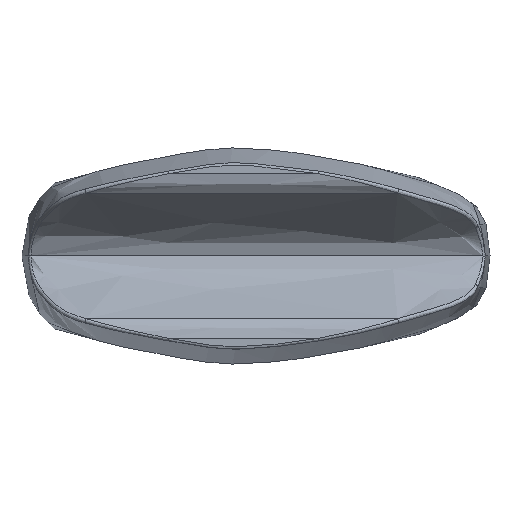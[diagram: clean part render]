
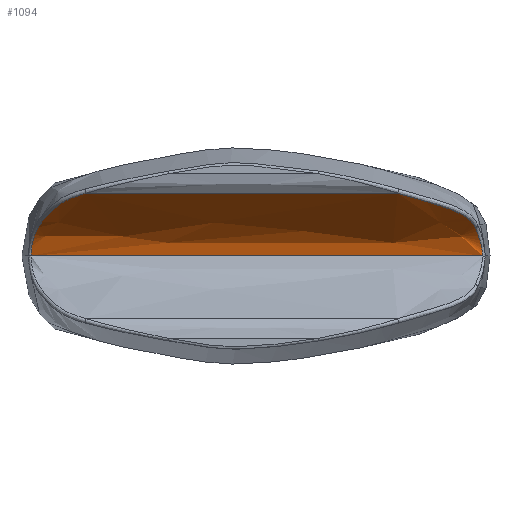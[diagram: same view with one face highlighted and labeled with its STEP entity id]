
A CAD part, left-side view. The second image highlights one B-rep face of the part: STEP entity #1094.
In plain terms, the highlighted free-form (B-spline) face has degree [3, 1] with [7, 2] control points.
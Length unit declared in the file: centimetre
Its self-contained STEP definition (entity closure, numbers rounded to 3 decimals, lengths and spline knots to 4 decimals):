
#191=VECTOR('',#286,1.);
#213=LINE('',#36603,#191);
#286=DIRECTION('',(0.,1.,0.));
#374=VERTEX_POINT('',#27253);
#376=VERTEX_POINT('',#27907);
#378=VERTEX_POINT('',#28132);
#380=VERTEX_POINT('',#28532);
#382=VERTEX_POINT('',#29246);
#459=B_SPLINE_CURVE_WITH_KNOTS('',3,(#27908,#27909,#27910,#27911,#27912,
#27913,#27914,#27915,#27916,#27917,#27918,#27919,#27920,#27921,#27922,#27923,
#27924,#27925),.UNSPECIFIED.,.F.,.U.,(4,2,2,2,2,2,2,2,4),(-1.1586,
-1.015,-0.8581,-0.7011,-0.4485,
-0.255,-0.1285,-0.0494,0.),
 .UNSPECIFIED.);
#463=B_SPLINE_CURVE_WITH_KNOTS('',3,(#28533,#28534,#28535,#28536,#28537,
#28538,#28539,#28540,#28541,#28542),.UNSPECIFIED.,.F.,.U.,(4,2,2,2,4),(0.0004,
0.0471,0.1219,0.2416,0.365),
 .UNSPECIFIED.);
#466=B_SPLINE_CURVE_WITH_KNOTS('',3,(#29247,#29248,#29249,#29250,#29251,
#29252,#29253,#29254,#29255,#29256,#29257,#29258,#29259,#29260),
 .UNSPECIFIED.,.F.,.U.,(4,2,2,2,2,2,4),(-1.4159,-1.3594,
-1.2877,-1.173,-0.9909,-0.7225,
-0.4119),.UNSPECIFIED.);
#475=B_SPLINE_CURVE_WITH_KNOTS('',3,(#33531,#33532,#33533,#33534,#33535,
#33536,#33537,#33538,#33539,#33540,#33541,#33542,#33543,#33544,#33545,#33546,
#33547,#33548),.UNSPECIFIED.,.F.,.U.,(4,2,2,2,2,2,2,2,4),(-3.4733,
-3.0522,-2.4493,-2.0725,-1.8369,
-1.6014,-1.2246,-0.6217,-0.2045),
 .UNSPECIFIED.);
#593=EDGE_CURVE('',#374,#376,#459,.F.);
#600=EDGE_CURVE('',#380,#378,#463,.F.);
#605=EDGE_CURVE('',#382,#380,#466,.F.);
#614=EDGE_CURVE('',#376,#382,#475,.T.);
#615=EDGE_CURVE('',#378,#374,#213,.T.);
#882=ORIENTED_EDGE('',*,*,#605,.F.);
#883=ORIENTED_EDGE('',*,*,#614,.F.);
#884=ORIENTED_EDGE('',*,*,#593,.F.);
#885=ORIENTED_EDGE('',*,*,#615,.F.);
#886=ORIENTED_EDGE('',*,*,#600,.F.);
#970=EDGE_LOOP('',(#882,#883,#884,#885,#886));
#1035=FACE_BOUND('',#970,.T.);
#1094=ADVANCED_FACE('',(#1035),#37387,.F.);
#27253=CARTESIAN_POINT('',(0.7646,2.2189,0.));
#27907=CARTESIAN_POINT('',(0.0867,1.6813,0.6135));
#27908=CARTESIAN_POINT('',(0.0867,1.6814,0.6135));
#27909=CARTESIAN_POINT('',(0.1008,1.7257,0.6011));
#27910=CARTESIAN_POINT('',(0.1169,1.769,0.5875));
#27911=CARTESIAN_POINT('',(0.1593,1.8547,0.554));
#27912=CARTESIAN_POINT('',(0.1871,1.8953,0.5333));
#27913=CARTESIAN_POINT('',(0.2562,1.9627,0.4886));
#27914=CARTESIAN_POINT('',(0.2962,1.9902,0.4655));
#27915=CARTESIAN_POINT('',(0.4011,2.055,0.4044));
#27916=CARTESIAN_POINT('',(0.4683,2.0887,0.3664));
#27917=CARTESIAN_POINT('',(0.5794,2.1444,0.2902));
#27918=CARTESIAN_POINT('',(0.6248,2.1663,0.2526));
#27919=CARTESIAN_POINT('',(0.6902,2.1939,0.1774));
#27920=CARTESIAN_POINT('',(0.7136,2.2026,0.1451));
#27921=CARTESIAN_POINT('',(0.7437,2.2127,0.0885));
#27922=CARTESIAN_POINT('',(0.7532,2.2156,0.0659));
#27923=CARTESIAN_POINT('',(0.7625,2.2183,0.0285));
#27924=CARTESIAN_POINT('',(0.7646,2.2189,0.014));
#27925=CARTESIAN_POINT('',(0.7646,2.2189,0.));
#28132=CARTESIAN_POINT('',(0.7646,-2.1936,0.));
#28532=CARTESIAN_POINT('',(0.592,-2.1241,0.2776));
#28533=CARTESIAN_POINT('',(0.7646,-2.1936,0.));
#28534=CARTESIAN_POINT('',(0.7646,-2.1934,0.0133));
#28535=CARTESIAN_POINT('',(0.7627,-2.1926,0.027));
#28536=CARTESIAN_POINT('',(0.7543,-2.1896,0.0623));
#28537=CARTESIAN_POINT('',(0.7457,-2.1866,0.0837));
#28538=CARTESIAN_POINT('',(0.7184,-2.1759,0.1374));
#28539=CARTESIAN_POINT('',(0.6971,-2.1652,0.1679));
#28540=CARTESIAN_POINT('',(0.6493,-2.1423,0.2255));
#28541=CARTESIAN_POINT('',(0.6217,-2.1338,0.253));
#28542=CARTESIAN_POINT('',(0.592,-2.1241,0.2776));
#29246=CARTESIAN_POINT('',(0.0867,-1.3638,0.6135));
#29247=CARTESIAN_POINT('',(0.592,-2.1241,0.2776));
#29248=CARTESIAN_POINT('',(0.5784,-2.1196,0.2889));
#29249=CARTESIAN_POINT('',(0.5644,-2.1144,0.2996));
#29250=CARTESIAN_POINT('',(0.5328,-2.0987,0.3224));
#29251=CARTESIAN_POINT('',(0.5151,-2.0878,0.3342));
#29252=CARTESIAN_POINT('',(0.47,-2.0564,0.3632));
#29253=CARTESIAN_POINT('',(0.4435,-2.0342,0.3792));
#29254=CARTESIAN_POINT('',(0.3782,-1.9706,0.4179));
#29255=CARTESIAN_POINT('',(0.3419,-1.9251,0.4388));
#29256=CARTESIAN_POINT('',(0.2644,-1.8042,0.4842));
#29257=CARTESIAN_POINT('',(0.2263,-1.7258,0.507));
#29258=CARTESIAN_POINT('',(0.1519,-1.5536,0.5586));
#29259=CARTESIAN_POINT('',(0.1171,-1.4596,0.5868));
#29260=CARTESIAN_POINT('',(0.0867,-1.3638,0.6135));
#33531=CARTESIAN_POINT('',(0.0867,1.7884,0.6135));
#33532=CARTESIAN_POINT('',(0.0867,1.648,0.6135));
#33533=CARTESIAN_POINT('',(0.0867,1.5076,0.6135));
#33534=CARTESIAN_POINT('',(0.0867,1.1663,0.6135));
#33535=CARTESIAN_POINT('',(0.0867,0.9653,0.6135));
#33536=CARTESIAN_POINT('',(0.0867,0.6388,0.6135));
#33537=CARTESIAN_POINT('',(0.0867,0.5132,0.6135));
#33538=CARTESIAN_POINT('',(0.0867,0.3091,0.6135));
#33539=CARTESIAN_POINT('',(0.0867,0.2306,0.6135));
#33540=CARTESIAN_POINT('',(0.0867,0.0736,0.6135));
#33541=CARTESIAN_POINT('',(0.0867,-0.0049,0.6135));
#33542=CARTESIAN_POINT('',(0.0867,-0.209,0.6135));
#33543=CARTESIAN_POINT('',(0.0867,-0.3347,0.6135));
#33544=CARTESIAN_POINT('',(0.0867,-0.6612,0.6135));
#33545=CARTESIAN_POINT('',(0.0867,-0.8622,0.6135));
#33546=CARTESIAN_POINT('',(0.0867,-1.2022,0.6135));
#33547=CARTESIAN_POINT('',(0.0867,-1.3413,0.6135));
#33548=CARTESIAN_POINT('',(0.0867,-1.4804,0.6135));
#36589=CARTESIAN_POINT('',(-0.0552,-9.4589,0.752));
#36590=CARTESIAN_POINT('',(-0.0552,9.4589,0.752));
#36591=CARTESIAN_POINT('',(0.1067,-9.4589,0.5797));
#36592=CARTESIAN_POINT('',(0.1067,9.4589,0.5797));
#36593=CARTESIAN_POINT('',(0.2947,-9.4589,0.4643));
#36594=CARTESIAN_POINT('',(0.2947,9.4589,0.4643));
#36595=CARTESIAN_POINT('',(0.5013,-9.4589,0.3486));
#36596=CARTESIAN_POINT('',(0.5013,9.4589,0.3486));
#36597=CARTESIAN_POINT('',(0.6694,-9.4589,0.2246));
#36598=CARTESIAN_POINT('',(0.6694,9.4589,0.2246));
#36599=CARTESIAN_POINT('',(0.7646,-9.4589,0.068));
#36600=CARTESIAN_POINT('',(0.7646,9.4589,0.068));
#36601=CARTESIAN_POINT('',(0.7646,-9.4589,0.));
#36602=CARTESIAN_POINT('',(0.7646,9.4589,0.));
#36603=CARTESIAN_POINT('',(0.7646,-9.4589,0.));
#37387=B_SPLINE_SURFACE_WITH_KNOTS('',3,1,((#36589,#36590),(#36591,#36592),
(#36593,#36594),(#36595,#36596),(#36597,#36598),(#36599,#36600),(#36601,
#36602)),.UNSPECIFIED.,.F.,.F.,.U.,(4,1,1,1,4),(2,2),(0.,1.,2.,3.,4.),(0.,
18.9177),.UNSPECIFIED.);
